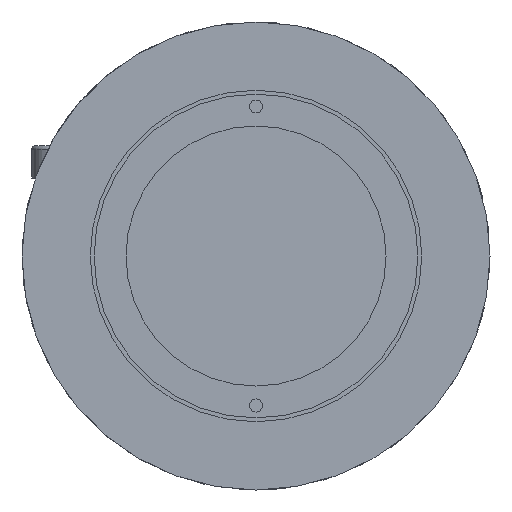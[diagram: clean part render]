
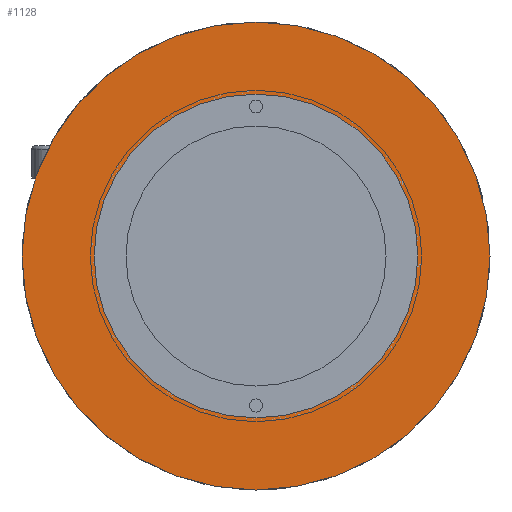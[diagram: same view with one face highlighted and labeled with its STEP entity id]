
A CAD part, left-side view. The second image highlights one B-rep face of the part: STEP entity #1128.
In plain terms, the highlighted planar face has unit normal (-1, 0, 0).
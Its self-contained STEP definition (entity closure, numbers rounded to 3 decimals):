
#35 = DIRECTION ( 'NONE',  ( -1., 0., 0. ) ) ;
#95 = VERTEX_POINT ( 'NONE', #1306 ) ;
#162 = AXIS2_PLACEMENT_3D ( 'NONE', #972, #983, #965 ) ;
#179 = AXIS2_PLACEMENT_3D ( 'NONE', #777, #708, #691 ) ;
#199 = AXIS2_PLACEMENT_3D ( 'NONE', #1370, #1392, #1291 ) ;
#289 = CIRCLE ( 'NONE', #162, 12.45 ) ;
#322 = EDGE_CURVE ( 'NONE', #95, #2356, #796, .T. ) ;
#382 = FACE_OUTER_BOUND ( 'NONE', #720, .T. ) ;
#457 = VERTEX_POINT ( 'NONE', #2140 ) ;
#493 = EDGE_CURVE ( 'NONE', #2356, #95, #1995, .T. ) ;
#494 = AXIS2_PLACEMENT_3D ( 'NONE', #1139, #35, #2632 ) ;
#509 = EDGE_CURVE ( 'NONE', #457, #645, #289, .T. ) ;
#512 = EDGE_CURVE ( 'NONE', #645, #457, #888, .T. ) ;
#561 = ORIENTED_EDGE ( 'NONE', *, *, #493, .T. ) ;
#645 = VERTEX_POINT ( 'NONE', #2636 ) ;
#691 = DIRECTION ( 'NONE',  ( 0., 0., 1. ) ) ;
#708 = DIRECTION ( 'NONE',  ( -1., 0., 0. ) ) ;
#720 = EDGE_LOOP ( 'NONE', ( #2621, #561 ) ) ;
#777 = CARTESIAN_POINT ( 'NONE',  ( 0., 0., 0. ) ) ;
#796 = CIRCLE ( 'NONE', #494, 18. ) ;
#888 = CIRCLE ( 'NONE', #179, 12.45 ) ;
#935 = ORIENTED_EDGE ( 'NONE', *, *, #512, .F. ) ;
#965 = DIRECTION ( 'NONE',  ( 0., 0., 1. ) ) ;
#972 = CARTESIAN_POINT ( 'NONE',  ( 0., 0., 0. ) ) ;
#983 = DIRECTION ( 'NONE',  ( -1., 0., 0. ) ) ;
#1128 = ADVANCED_FACE ( 'NONE', ( #2091, #382 ), #1667, .F. ) ;
#1139 = CARTESIAN_POINT ( 'NONE',  ( 0., 0., 0. ) ) ;
#1236 = EDGE_LOOP ( 'NONE', ( #2245, #935 ) ) ;
#1244 = DIRECTION ( 'NONE',  ( 0., 0., -1. ) ) ;
#1291 = DIRECTION ( 'NONE',  ( 0., 0., 1. ) ) ;
#1306 = CARTESIAN_POINT ( 'NONE',  ( 0., 0., 18. ) ) ;
#1370 = CARTESIAN_POINT ( 'NONE',  ( 0., 0., 0. ) ) ;
#1392 = DIRECTION ( 'NONE',  ( -1., 0., 0. ) ) ;
#1667 = PLANE ( 'NONE',  #2446 ) ;
#1995 = CIRCLE ( 'NONE', #199, 18. ) ;
#2080 = CARTESIAN_POINT ( 'NONE',  ( 0., 18., 0. ) ) ;
#2091 = FACE_BOUND ( 'NONE', #1236, .T. ) ;
#2140 = CARTESIAN_POINT ( 'NONE',  ( 0., 0., 12.45 ) ) ;
#2245 = ORIENTED_EDGE ( 'NONE', *, *, #509, .F. ) ;
#2356 = VERTEX_POINT ( 'NONE', #2411 ) ;
#2411 = CARTESIAN_POINT ( 'NONE',  ( 0., 0., -18. ) ) ;
#2446 = AXIS2_PLACEMENT_3D ( 'NONE', #2080, #2514, #1244 ) ;
#2514 = DIRECTION ( 'NONE',  ( 1., 0., 0. ) ) ;
#2621 = ORIENTED_EDGE ( 'NONE', *, *, #322, .T. ) ;
#2632 = DIRECTION ( 'NONE',  ( 0., 0., 1. ) ) ;
#2636 = CARTESIAN_POINT ( 'NONE',  ( 0., 0., -12.45 ) ) ;
